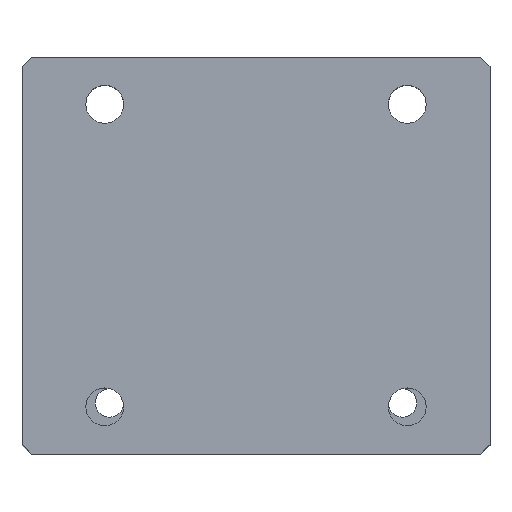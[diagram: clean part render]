
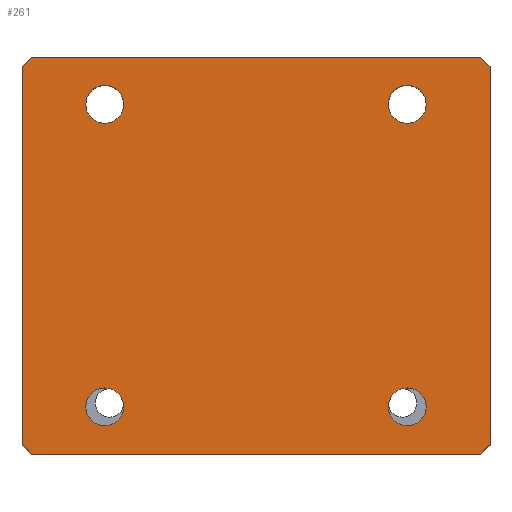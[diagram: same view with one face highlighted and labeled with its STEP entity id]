
A CAD part, top view. The second image highlights one B-rep face of the part: STEP entity #261.
In plain terms, the highlighted planar face has unit normal (0, 0, 1).
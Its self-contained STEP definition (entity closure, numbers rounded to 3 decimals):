
#21 = EDGE_CURVE('',#22,#24,#26,.T.);
#22 = VERTEX_POINT('',#23);
#23 = CARTESIAN_POINT('',(-23.75,0.,50.));
#24 = VERTEX_POINT('',#25);
#25 = CARTESIAN_POINT('',(23.75,0.,50.));
#26 = LINE('',#27,#28);
#27 = CARTESIAN_POINT('',(-24.75,0.,50.));
#28 = VECTOR('',#29,1.);
#29 = DIRECTION('',(1.,0.,0.));
#261 = ADVANCED_FACE('',(#262,#319,#330,#341,#352),#363,.F.);
#262 = FACE_BOUND('',#263,.F.);
#263 = EDGE_LOOP('',(#264,#274,#282,#290,#298,#306,#312,#313));
#264 = ORIENTED_EDGE('',*,*,#265,.T.);
#265 = EDGE_CURVE('',#266,#268,#270,.T.);
#266 = VERTEX_POINT('',#267);
#267 = CARTESIAN_POINT('',(-24.75,1.,50.));
#268 = VERTEX_POINT('',#269);
#269 = CARTESIAN_POINT('',(-24.75,41.,50.));
#270 = LINE('',#271,#272);
#271 = CARTESIAN_POINT('',(-24.75,0.,50.));
#272 = VECTOR('',#273,1.);
#273 = DIRECTION('',(0.,1.,0.));
#274 = ORIENTED_EDGE('',*,*,#275,.T.);
#275 = EDGE_CURVE('',#268,#276,#278,.T.);
#276 = VERTEX_POINT('',#277);
#277 = CARTESIAN_POINT('',(-23.75,42.,50.));
#278 = LINE('',#279,#280);
#279 = CARTESIAN_POINT('',(-34.75,31.,50.));
#280 = VECTOR('',#281,1.);
#281 = DIRECTION('',(0.707,0.707,0.)
  );
#282 = ORIENTED_EDGE('',*,*,#283,.T.);
#283 = EDGE_CURVE('',#276,#284,#286,.T.);
#284 = VERTEX_POINT('',#285);
#285 = CARTESIAN_POINT('',(23.75,42.,50.));
#286 = LINE('',#287,#288);
#287 = CARTESIAN_POINT('',(-24.75,42.,50.));
#288 = VECTOR('',#289,1.);
#289 = DIRECTION('',(1.,0.,0.));
#290 = ORIENTED_EDGE('',*,*,#291,.F.);
#291 = EDGE_CURVE('',#292,#284,#294,.T.);
#292 = VERTEX_POINT('',#293);
#293 = CARTESIAN_POINT('',(24.75,41.,50.));
#294 = LINE('',#295,#296);
#295 = CARTESIAN_POINT('',(22.375,43.375,50.));
#296 = VECTOR('',#297,1.);
#297 = DIRECTION('',(-0.707,0.707,0.)
  );
#298 = ORIENTED_EDGE('',*,*,#299,.F.);
#299 = EDGE_CURVE('',#300,#292,#302,.T.);
#300 = VERTEX_POINT('',#301);
#301 = CARTESIAN_POINT('',(24.75,1.,50.));
#302 = LINE('',#303,#304);
#303 = CARTESIAN_POINT('',(24.75,0.,50.));
#304 = VECTOR('',#305,1.);
#305 = DIRECTION('',(0.,1.,0.));
#306 = ORIENTED_EDGE('',*,*,#307,.F.);
#307 = EDGE_CURVE('',#24,#300,#308,.T.);
#308 = LINE('',#309,#310);
#309 = CARTESIAN_POINT('',(11.875,-11.875,50.));
#310 = VECTOR('',#311,1.);
#311 = DIRECTION('',(0.707,0.707,0.)
  );
#312 = ORIENTED_EDGE('',*,*,#21,.F.);
#313 = ORIENTED_EDGE('',*,*,#314,.T.);
#314 = EDGE_CURVE('',#22,#266,#315,.T.);
#315 = LINE('',#316,#317);
#316 = CARTESIAN_POINT('',(-24.25,0.5,50.));
#317 = VECTOR('',#318,1.);
#318 = DIRECTION('',(-0.707,0.707,0.)
  );
#319 = FACE_BOUND('',#320,.F.);
#320 = EDGE_LOOP('',(#321));
#321 = ORIENTED_EDGE('',*,*,#322,.T.);
#322 = EDGE_CURVE('',#323,#323,#325,.T.);
#323 = VERTEX_POINT('',#324);
#324 = CARTESIAN_POINT('',(-18.,37.,50.));
#325 = CIRCLE('',#326,2.);
#326 = AXIS2_PLACEMENT_3D('',#327,#328,#329);
#327 = CARTESIAN_POINT('',(-16.,37.,50.));
#328 = DIRECTION('',(0.,0.,1.));
#329 = DIRECTION('',(-1.,0.,0.));
#330 = FACE_BOUND('',#331,.F.);
#331 = EDGE_LOOP('',(#332));
#332 = ORIENTED_EDGE('',*,*,#333,.T.);
#333 = EDGE_CURVE('',#334,#334,#336,.T.);
#334 = VERTEX_POINT('',#335);
#335 = CARTESIAN_POINT('',(14.,37.,50.));
#336 = CIRCLE('',#337,2.);
#337 = AXIS2_PLACEMENT_3D('',#338,#339,#340);
#338 = CARTESIAN_POINT('',(16.,37.,50.));
#339 = DIRECTION('',(0.,0.,1.));
#340 = DIRECTION('',(-1.,0.,0.));
#341 = FACE_BOUND('',#342,.F.);
#342 = EDGE_LOOP('',(#343));
#343 = ORIENTED_EDGE('',*,*,#344,.T.);
#344 = EDGE_CURVE('',#345,#345,#347,.T.);
#345 = VERTEX_POINT('',#346);
#346 = CARTESIAN_POINT('',(-18.,5.,50.));
#347 = CIRCLE('',#348,2.);
#348 = AXIS2_PLACEMENT_3D('',#349,#350,#351);
#349 = CARTESIAN_POINT('',(-16.,5.,50.));
#350 = DIRECTION('',(0.,0.,1.));
#351 = DIRECTION('',(-1.,0.,0.));
#352 = FACE_BOUND('',#353,.F.);
#353 = EDGE_LOOP('',(#354));
#354 = ORIENTED_EDGE('',*,*,#355,.T.);
#355 = EDGE_CURVE('',#356,#356,#358,.T.);
#356 = VERTEX_POINT('',#357);
#357 = CARTESIAN_POINT('',(14.,5.,50.));
#358 = CIRCLE('',#359,2.);
#359 = AXIS2_PLACEMENT_3D('',#360,#361,#362);
#360 = CARTESIAN_POINT('',(16.,5.,50.));
#361 = DIRECTION('',(0.,0.,1.));
#362 = DIRECTION('',(-1.,0.,0.));
#363 = PLANE('',#364);
#364 = AXIS2_PLACEMENT_3D('',#365,#366,#367);
#365 = CARTESIAN_POINT('',(-24.75,0.,50.));
#366 = DIRECTION('',(0.,0.,-1.));
#367 = DIRECTION('',(1.,0.,0.));
